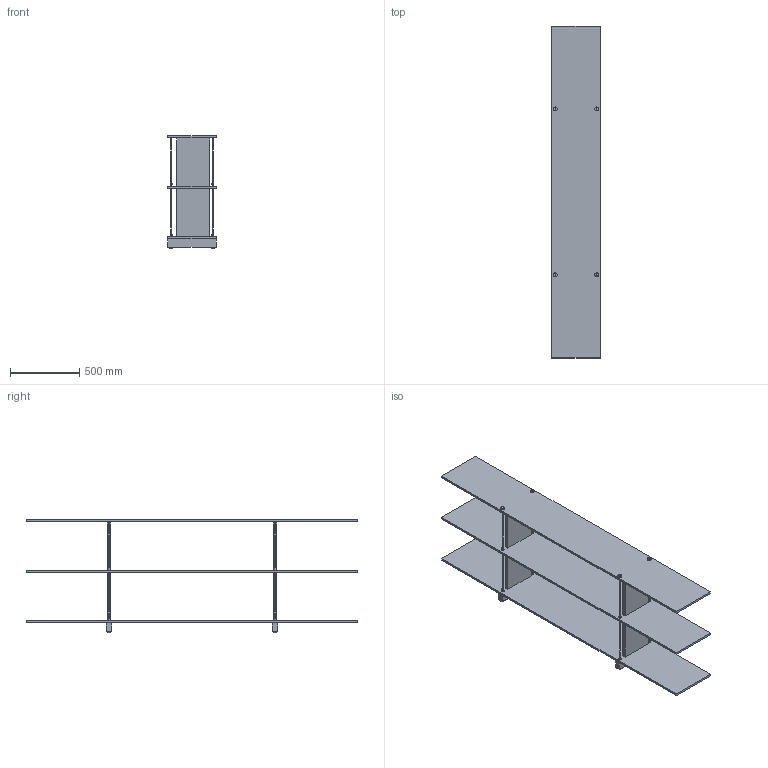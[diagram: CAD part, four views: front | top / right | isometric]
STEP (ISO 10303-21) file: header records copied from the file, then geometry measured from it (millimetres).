
FILE_DESCRIPTION(/* description */ (''),/* implementation_level */ '2;1');
FILE_NAME(/* name */ 'COMPLEMENTI D''F2720CO150TR20.stp',/* time_stamp */ '2020-01-22T14:35:53+01:00',/* author */ ('sghezzi'),/* organization */ (''),/* preprocessor_version */ 'ST-DEVELOPER v17.2',/* originating_system */ 'Autodesk Inventor 2019',/* authorisation */ '');
FILE_SCHEMA (('AUTOMOTIVE_DESIGN { 1 0 10303 214 3 1 1 }'));
Length unit declared in the file: millimetre
Products named in the file (14): Assieme Consolle Teso; Ripiano vetro 2400x350x15 c-fori d.10mm; Spalla vetro; Ripiano vetro 2400x350x15 c-fori d.10mm_1; Piedino vetro 350x38x60; 007273602 PIEDINO D32 MOD2736; 011005295 RONDELLA De 35 C-FORO 12x12 Sp 2,5 M2736; 007275700 ; 007275700 _1; 007275706 RONDELLA D.35XD6.3X3 MOD.2757-6; 007275707 TORNITO SUP.D.12X19XM6 2757-6; 007284201 Asta d6 l352 m6; 007284200 Tornito superiore; 011005290 ranella_MIR1
Assembly tree (53 placements, depth 2):
  Assieme Consolle Teso
    Ripiano vetro 2400x350x15 c-fori d.10mm
    Spalla vetro  x4
    Ripiano vetro 2400x350x15 c-fori d.10mm_1  x2
    Piedino vetro 350x38x60  x2
    007273602 PIEDINO D32 MOD2736  x4
    011005295 RONDELLA De 35 C-FORO 12x12 Sp 2,5 M2736  x4
    007275700   x4
    007275706 RONDELLA D.35XD6.3X3 MOD.2757-6  x8
    007275707 TORNITO SUP.D.12X19XM6 2757-6  x8
    007275700 _1  x4
    007284201 Asta d6 l352 m6  x4
    007284200 Tornito superiore  x4
    011005290 ranella_MIR1  x4
Bounding box: 350 x 2400 x 822.3 mm (x, y, z)
Volume: 47591267.5 mm3; surface area: 6334676.5 mm2
Topology: 53 solids, 53 shells, 382 faces, 784 edges, 532 vertices
Faces by surface type: plane 198, cylinder 116, cone 64, bspline 4
Full cylindrical faces by diameter (mm): 3.5 x8, 4.917 x16, 6 x12, 6.3 x8, 6.5 x8, 7 x20, 9 x4, 9.5 x4, 10 x4, 12 x8, 20 x8, 28.5 x4, 29 x4, 32 x4, 35 x4
Entity records: 3939 total; most frequent: DIRECTION 694, CARTESIAN_POINT 594, ORIENTED_EDGE 466, AXIS2_PLACEMENT_3D 283, EDGE_CURVE 233, VERTEX_POINT 156, EDGE_LOOP 149, LINE 128
